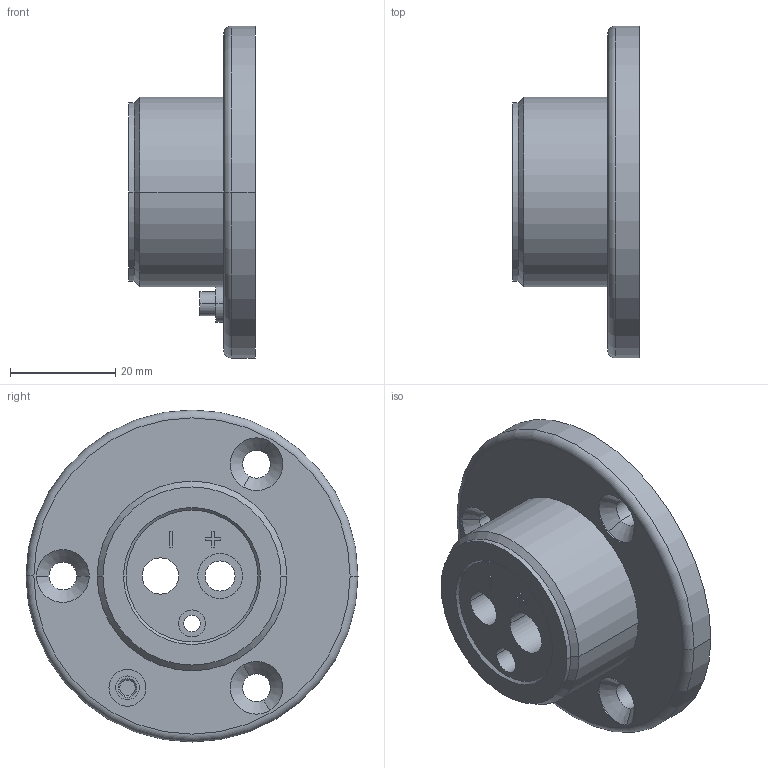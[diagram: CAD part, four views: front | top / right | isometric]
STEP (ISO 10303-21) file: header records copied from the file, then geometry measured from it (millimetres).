
FILE_DESCRIPTION((''),'2;1');
FILE_NAME('151002_SW0001','2020-06-10T14:18:23',('teru'),(''),'CREO PARAMETRIC BY PTC INC, 2017380','CREO PARAMETRIC BY PTC INC, 2017380','');
FILE_SCHEMA(('CONFIG_CONTROL_DESIGN'));
Length unit declared in the file: millimetre
Products named in the file (1): 151002_SW0001
Bounding box: 24 x 63 x 63 mm (x, y, z)
Volume: 25870.6 mm3; surface area: 11327.7 mm2
Topology: 1 solids, 1 shells, 85 faces, 196 edges, 124 vertices
Faces by surface type: cylinder 42, plane 29, cone 12, torus 2
Entity records: 2486 total; most frequent: DIRECTION 460, CARTESIAN_POINT 405, ORIENTED_EDGE 392, EDGE_CURVE 196, AXIS2_PLACEMENT_3D 179, VERTEX_POINT 124, EDGE_LOOP 108, VECTOR 102
